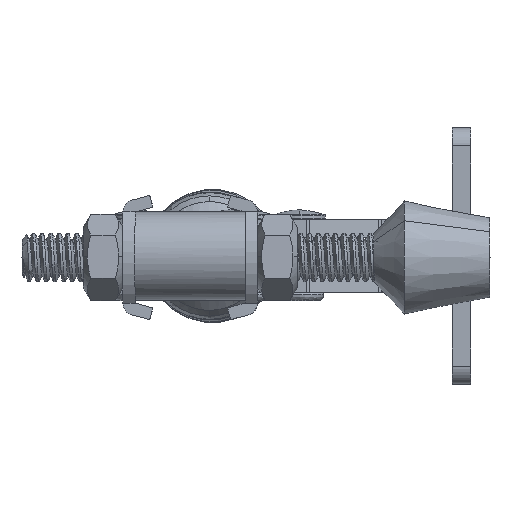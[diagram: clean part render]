
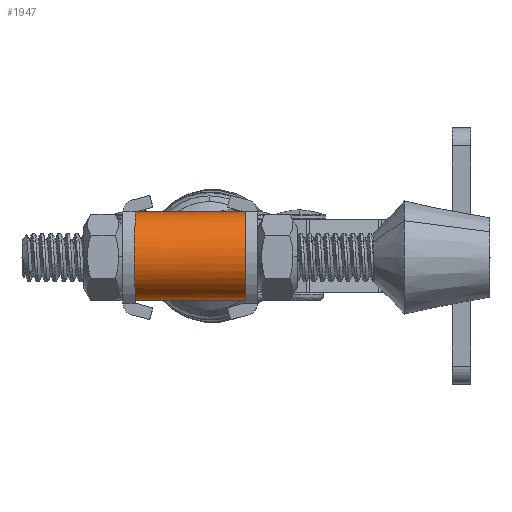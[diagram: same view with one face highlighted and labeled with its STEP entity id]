
A CAD part, left-side view. The second image highlights one B-rep face of the part: STEP entity #1947.
In plain terms, the highlighted cylindrical face has radius 7.2 mm (diameter 14.4 mm), a partial arc.
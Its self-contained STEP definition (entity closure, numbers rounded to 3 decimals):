
#81 = VERTEX_POINT ( 'NONE', #28865 ) ;
#83 = VERTEX_POINT ( 'NONE', #28863 ) ;
#94 = VERTEX_POINT ( 'NONE', #28841 ) ;
#225 = VERTEX_POINT ( 'NONE', #28582 ) ;
#1947 = ADVANCED_FACE ( 'NONE', ( #14082 ), #14087, .T. ) ;
#7283 = EDGE_CURVE ( 'NONE', #94, #225, #22442, .T. ) ;
#7288 = EDGE_CURVE ( 'NONE', #83, #94, #22445, .T. ) ;
#7290 = EDGE_CURVE ( 'NONE', #225, #81, #22446, .T. ) ;
#7291 = EDGE_CURVE ( 'NONE', #83, #81, #36814, .T. ) ;
#10025 = EDGE_LOOP ( 'NONE', ( #11217, #11218, #11219, #11220 ) ) ;
#11217 = ORIENTED_EDGE ( 'NONE', *, *, #7290, .T. ) ;
#11218 = ORIENTED_EDGE ( 'NONE', *, *, #7291, .F. ) ;
#11219 = ORIENTED_EDGE ( 'NONE', *, *, #7288, .T. ) ;
#11220 = ORIENTED_EDGE ( 'NONE', *, *, #7283, .T. ) ;
#14082 = FACE_OUTER_BOUND ( 'NONE', #10025, .T. ) ;
#14087 = CYLINDRICAL_SURFACE ( 'NONE', #16669, 7.2 ) ;
#16669 = AXIS2_PLACEMENT_3D ( 'NONE', #59760, #59761, #59763 ) ;
#22442 = B_SPLINE_CURVE_WITH_KNOTS ( 'NONE', 3,
 ( #37928, #37930, #37938, #37940, #37941, #37943, #37944, #37946, #37947, #37949, #37950, #37952, #37953, #37955, #37956, #37958, #37959, #37961 ),
 .UNSPECIFIED., .F., .F.,
 ( 4, 2, 2, 2, 2, 2, 2, 2, 4 ),
 ( 0., 0.125, 0.25, 0.375, 0.5, 0.625, 0.75, 0.875, 1. ),
 .UNSPECIFIED. ) ;
#22445 = B_SPLINE_CURVE_WITH_KNOTS ( 'NONE', 3,
 ( #37974, #37973, #37987, #37988 ),
 .UNSPECIFIED., .F., .F.,
 ( 4, 4 ),
 ( 0., 1. ),
 .UNSPECIFIED. ) ;
#22446 = B_SPLINE_CURVE_WITH_KNOTS ( 'NONE', 3,
 ( #37985, #37984, #37996, #37997 ),
 .UNSPECIFIED., .F., .F.,
 ( 4, 4 ),
 ( 0., 1. ),
 .UNSPECIFIED. ) ;
#23870 = AXIS2_PLACEMENT_3D ( 'NONE', #38004, #38005, #38007 ) ;
#28582 = CARTESIAN_POINT ( 'NONE',  ( 0., 25.25, -7.2 ) ) ;
#28841 = CARTESIAN_POINT ( 'NONE',  ( 0., 25.25, 7.2 ) ) ;
#28863 = CARTESIAN_POINT ( 'NONE',  ( 0., 7.25, 7.2 ) ) ;
#28865 = CARTESIAN_POINT ( 'NONE',  ( 0., 7.25, -7.2 ) ) ;
#36814 = CIRCLE ( 'NONE', #23870, 7.2 ) ;
#37928 = CARTESIAN_POINT ( 'NONE',  ( 0., 25.25, 7.2 ) ) ;
#37930 = CARTESIAN_POINT ( 'NONE',  ( -0.942, 25.25, 7.2 ) ) ;
#37938 = CARTESIAN_POINT ( 'NONE',  ( -1.885, 25.25, 7.013 ) ) ;
#37940 = CARTESIAN_POINT ( 'NONE',  ( -3.626, 25.25, 6.291 ) ) ;
#37941 = CARTESIAN_POINT ( 'NONE',  ( -4.425, 25.25, 5.758 ) ) ;
#37943 = CARTESIAN_POINT ( 'NONE',  ( -5.758, 25.25, 4.425 ) ) ;
#37944 = CARTESIAN_POINT ( 'NONE',  ( -6.291, 25.25, 3.626 ) ) ;
#37946 = CARTESIAN_POINT ( 'NONE',  ( -7.013, 25.25, 1.885 ) ) ;
#37947 = CARTESIAN_POINT ( 'NONE',  ( -7.2, 25.25, 0.942 ) ) ;
#37949 = CARTESIAN_POINT ( 'NONE',  ( -7.2, 25.25, -0.942 ) ) ;
#37950 = CARTESIAN_POINT ( 'NONE',  ( -7.013, 25.25, -1.885 ) ) ;
#37952 = CARTESIAN_POINT ( 'NONE',  ( -6.291, 25.25, -3.626 ) ) ;
#37953 = CARTESIAN_POINT ( 'NONE',  ( -5.758, 25.25, -4.425 ) ) ;
#37955 = CARTESIAN_POINT ( 'NONE',  ( -4.425, 25.25, -5.758 ) ) ;
#37956 = CARTESIAN_POINT ( 'NONE',  ( -3.626, 25.25, -6.291 ) ) ;
#37958 = CARTESIAN_POINT ( 'NONE',  ( -1.885, 25.25, -7.013 ) ) ;
#37959 = CARTESIAN_POINT ( 'NONE',  ( -0.942, 25.25, -7.2 ) ) ;
#37961 = CARTESIAN_POINT ( 'NONE',  ( 0., 25.25, -7.2 ) ) ;
#37973 = CARTESIAN_POINT ( 'NONE',  ( 0., 13.25, 7.2 ) ) ;
#37974 = CARTESIAN_POINT ( 'NONE',  ( 0., 7.25, 7.2 ) ) ;
#37984 = CARTESIAN_POINT ( 'NONE',  ( 0., 19.25, -7.2 ) ) ;
#37985 = CARTESIAN_POINT ( 'NONE',  ( 0., 25.25, -7.2 ) ) ;
#37987 = CARTESIAN_POINT ( 'NONE',  ( 0., 19.25, 7.2 ) ) ;
#37988 = CARTESIAN_POINT ( 'NONE',  ( 0., 25.25, 7.2 ) ) ;
#37996 = CARTESIAN_POINT ( 'NONE',  ( 0., 13.25, -7.2 ) ) ;
#37997 = CARTESIAN_POINT ( 'NONE',  ( 0., 7.25, -7.2 ) ) ;
#38004 = CARTESIAN_POINT ( 'NONE',  ( 0., 7.25, 0. ) ) ;
#38005 = DIRECTION ( 'NONE',  ( 0., -1., 0. ) ) ;
#38007 = DIRECTION ( 'NONE',  ( 0., 0., -1. ) ) ;
#59760 = CARTESIAN_POINT ( 'NONE',  ( 0., 32., 0. ) ) ;
#59761 = DIRECTION ( 'NONE',  ( 0., -1., 0. ) ) ;
#59763 = DIRECTION ( 'NONE',  ( 0., 0., -1. ) ) ;
